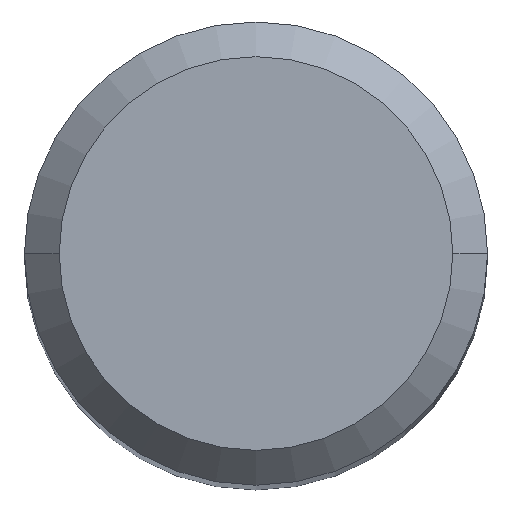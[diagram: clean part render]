
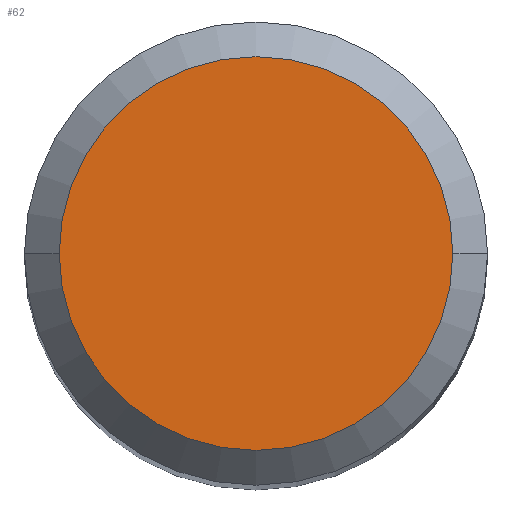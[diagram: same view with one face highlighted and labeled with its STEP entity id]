
A CAD part, top view. The second image highlights one B-rep face of the part: STEP entity #62.
In plain terms, the highlighted planar face has unit normal (0, 0, 1).
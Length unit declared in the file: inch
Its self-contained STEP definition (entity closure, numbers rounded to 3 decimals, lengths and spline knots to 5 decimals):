
#50 = DIRECTION ( 'NONE',  ( -1., 0., 0. ) ) ;
#62 = ADVANCED_FACE ( 'NONE', ( #128 ), #157, .F. ) ;
#64 = ORIENTED_EDGE ( 'NONE', *, *, #114, .T. ) ;
#75 = AXIS2_PLACEMENT_3D ( 'NONE', #376, #79, #492 ) ;
#79 = DIRECTION ( 'NONE',  ( 0., 0., 1. ) ) ;
#88 = DIRECTION ( 'NONE',  ( 1., 0., 0. ) ) ;
#105 = EDGE_LOOP ( 'NONE', ( #64, #250 ) ) ;
#114 = EDGE_CURVE ( 'NONE', #395, #219, #437, .T. ) ;
#126 = DIRECTION ( 'NONE',  ( 0., 0., 1. ) ) ;
#128 = FACE_OUTER_BOUND ( 'NONE', #105, .T. ) ;
#145 = AXIS2_PLACEMENT_3D ( 'NONE', #306, #452, #50 ) ;
#157 = PLANE ( 'NONE',  #145 ) ;
#161 = CARTESIAN_POINT ( 'NONE',  ( -0.10039, 0., 0. ) ) ;
#219 = VERTEX_POINT ( 'NONE', #486 ) ;
#229 = AXIS2_PLACEMENT_3D ( 'NONE', #309, #126, #88 ) ;
#250 = ORIENTED_EDGE ( 'NONE', *, *, #315, .T. ) ;
#306 = CARTESIAN_POINT ( 'NONE',  ( 0., 0., 0. ) ) ;
#309 = CARTESIAN_POINT ( 'NONE',  ( 0., 0., 0. ) ) ;
#315 = EDGE_CURVE ( 'NONE', #219, #395, #489, .T. ) ;
#376 = CARTESIAN_POINT ( 'NONE',  ( 0., 0., 0. ) ) ;
#395 = VERTEX_POINT ( 'NONE', #161 ) ;
#437 = CIRCLE ( 'NONE', #229, 0.10039 ) ;
#452 = DIRECTION ( 'NONE',  ( 0., 0., -1. ) ) ;
#486 = CARTESIAN_POINT ( 'NONE',  ( 0.10039, 0., 0. ) ) ;
#489 = CIRCLE ( 'NONE', #75, 0.10039 ) ;
#492 = DIRECTION ( 'NONE',  ( 1., 0., 0. ) ) ;
